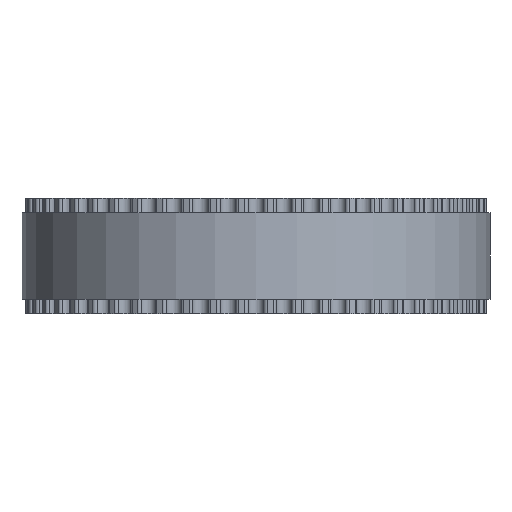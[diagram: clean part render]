
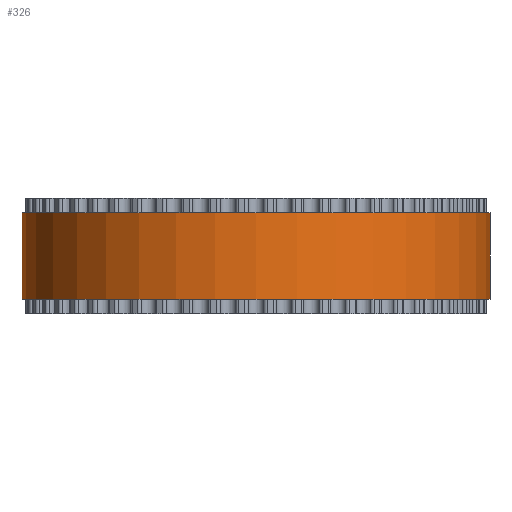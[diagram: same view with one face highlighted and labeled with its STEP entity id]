
A CAD part, front view. The second image highlights one B-rep face of the part: STEP entity #326.
In plain terms, the highlighted cylindrical face has radius 16.234 mm (diameter 32.468 mm), a full revolution.
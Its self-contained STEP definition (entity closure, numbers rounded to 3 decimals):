
#97=FACE_BOUND('',#944,.T.);
#98=FACE_BOUND('',#945,.T.);
#326=ADVANCED_FACE('',(#97,#98),#531,.T.);
#531=CYLINDRICAL_SURFACE('',#4631,16.234);
#944=EDGE_LOOP('',(#2578));
#945=EDGE_LOOP('',(#2579));
#2578=ORIENTED_EDGE('',*,*,#3602,.T.);
#2579=ORIENTED_EDGE('',*,*,#3603,.T.);
#2988=VERTEX_POINT('',#7300);
#2989=VERTEX_POINT('',#7302);
#3602=EDGE_CURVE('',#2988,#2988,#4012,.T.);
#3603=EDGE_CURVE('',#2989,#2989,#4013,.T.);
#4012=CIRCLE('',#4629,16.234);
#4013=CIRCLE('',#4630,16.234);
#4629=AXIS2_PLACEMENT_3D('',#7299,#6066,#6067);
#4630=AXIS2_PLACEMENT_3D('',#7301,#6068,#6069);
#4631=AXIS2_PLACEMENT_3D('',#7303,#6070,#6071);
#6066=DIRECTION('',(0.,0.,1.));
#6067=DIRECTION('',(1.,0.,0.));
#6068=DIRECTION('',(0.,0.,-1.));
#6069=DIRECTION('',(1.,0.,0.));
#6070=DIRECTION('',(0.,0.,1.));
#6071=DIRECTION('',(1.,0.,0.));
#7299=CARTESIAN_POINT('',(0.,0.,1.));
#7300=CARTESIAN_POINT('',(16.234,0.,1.));
#7301=CARTESIAN_POINT('',(0.,0.,7.));
#7302=CARTESIAN_POINT('',(16.234,0.,7.));
#7303=CARTESIAN_POINT('',(0.,0.,1.));
